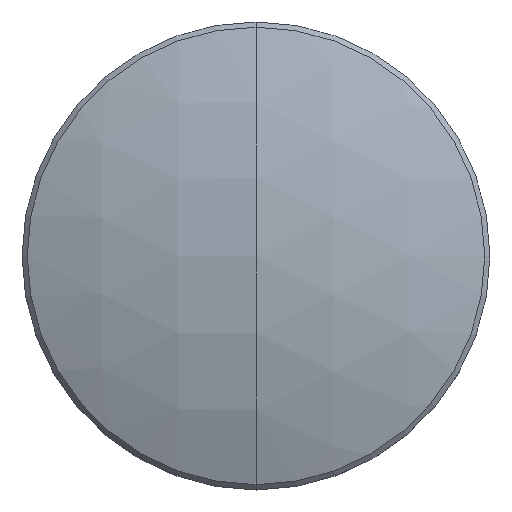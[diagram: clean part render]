
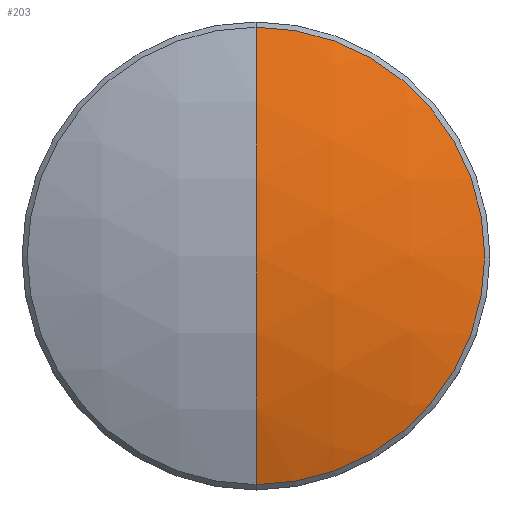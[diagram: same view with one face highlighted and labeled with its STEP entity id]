
A CAD part, top view. The second image highlights one B-rep face of the part: STEP entity #203.
In plain terms, the highlighted spherical face has radius 18.268 mm.
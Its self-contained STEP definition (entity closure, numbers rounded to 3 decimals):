
#2 = DIRECTION ( 'NONE',  ( 0., 1., 0. ) ) ;
#3 = AXIS2_PLACEMENT_3D ( 'NONE', #172, #91, #86 ) ;
#5 = DIRECTION ( 'NONE',  ( 1., 0., 0. ) ) ;
#17 = DIRECTION ( 'NONE',  ( 1., 0., 0. ) ) ;
#22 = CIRCLE ( 'NONE', #3, 6.209 ) ;
#27 = CARTESIAN_POINT ( 'NONE',  ( 0., 0., -16.698 ) ) ;
#41 = EDGE_CURVE ( 'NONE', #169, #222, #176, .T. ) ;
#44 = CARTESIAN_POINT ( 'NONE',  ( 0., -6.209, 0.483 ) ) ;
#49 = ORIENTED_EDGE ( 'NONE', *, *, #41, .F. ) ;
#50 = FACE_OUTER_BOUND ( 'NONE', #211, .T. ) ;
#76 = CARTESIAN_POINT ( 'NONE',  ( 0., 6.209, 0.483 ) ) ;
#85 = EDGE_CURVE ( 'NONE', #222, #96, #22, .T. ) ;
#86 = DIRECTION ( 'NONE',  ( 0., 1., 0. ) ) ;
#91 = DIRECTION ( 'NONE',  ( 0., 0., -1. ) ) ;
#94 = DIRECTION ( 'NONE',  ( 0., 0., 1. ) ) ;
#96 = VERTEX_POINT ( 'NONE', #44 ) ;
#111 = DIRECTION ( 'NONE',  ( -1., 0., 0. ) ) ;
#121 = AXIS2_PLACEMENT_3D ( 'NONE', #195, #5, #223 ) ;
#126 = EDGE_CURVE ( 'NONE', #169, #96, #206, .T. ) ;
#135 = AXIS2_PLACEMENT_3D ( 'NONE', #27, #17, #2 ) ;
#138 = SPHERICAL_SURFACE ( 'NONE', #121, 18.268 ) ;
#154 = CARTESIAN_POINT ( 'NONE',  ( 0., 0., -16.698 ) ) ;
#169 = VERTEX_POINT ( 'NONE', #269 ) ;
#172 = CARTESIAN_POINT ( 'NONE',  ( 0., 0., 0.483 ) ) ;
#176 = CIRCLE ( 'NONE', #289, 18.268 ) ;
#190 = ORIENTED_EDGE ( 'NONE', *, *, #85, .F. ) ;
#195 = CARTESIAN_POINT ( 'NONE',  ( 0., 0., -16.698 ) ) ;
#203 = ADVANCED_FACE ( 'NONE', ( #50 ), #138, .T. ) ;
#206 = CIRCLE ( 'NONE', #135, 18.268 ) ;
#211 = EDGE_LOOP ( 'NONE', ( #49, #239, #190 ) ) ;
#222 = VERTEX_POINT ( 'NONE', #76 ) ;
#223 = DIRECTION ( 'NONE',  ( 0., 1., 0. ) ) ;
#239 = ORIENTED_EDGE ( 'NONE', *, *, #126, .T. ) ;
#269 = CARTESIAN_POINT ( 'NONE',  ( 0., 0., 1.57 ) ) ;
#289 = AXIS2_PLACEMENT_3D ( 'NONE', #154, #111, #94 ) ;
